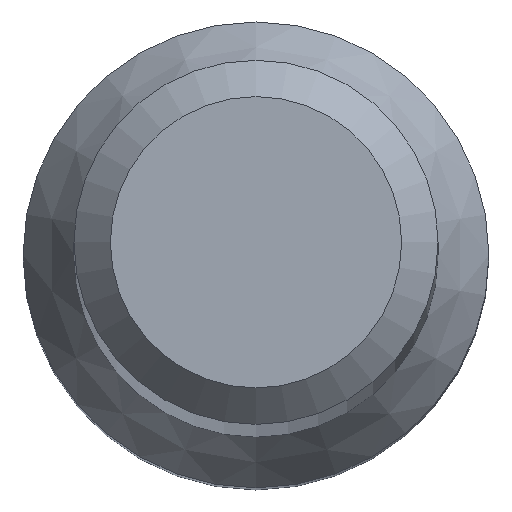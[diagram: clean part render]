
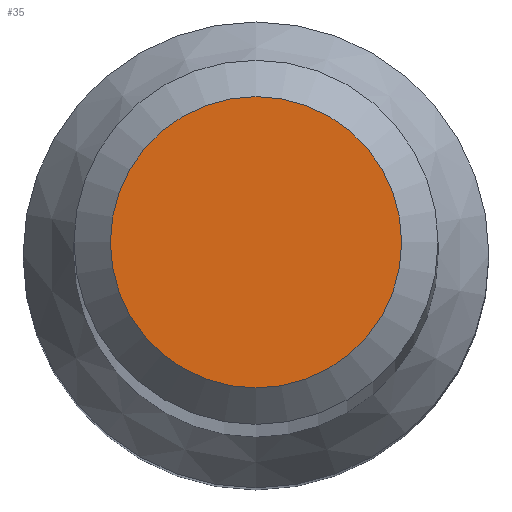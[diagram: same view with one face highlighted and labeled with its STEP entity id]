
A CAD part, top view. The second image highlights one B-rep face of the part: STEP entity #35.
In plain terms, the highlighted planar face has unit normal (0, 0, 1).
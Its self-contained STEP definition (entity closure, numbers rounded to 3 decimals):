
#6 = VERTEX_POINT ( 'NONE', #234 ) ;
#35 = ADVANCED_FACE ( 'NONE', ( #166 ), #93, .T. ) ;
#41 = CARTESIAN_POINT ( 'NONE',  ( 0., 0., 70. ) ) ;
#49 = EDGE_CURVE ( 'NONE', #6, #6, #81, .T. ) ;
#81 = CIRCLE ( 'NONE', #227, 1.2 ) ;
#93 = PLANE ( 'NONE',  #167 ) ;
#95 = CARTESIAN_POINT ( 'NONE',  ( 0., 0., 70. ) ) ;
#113 = DIRECTION ( 'NONE',  ( 0., 0., -1. ) ) ;
#116 = DIRECTION ( 'NONE',  ( 0., -1., 0. ) ) ;
#161 = ORIENTED_EDGE ( 'NONE', *, *, #49, .F. ) ;
#166 = FACE_OUTER_BOUND ( 'NONE', #168, .T. ) ;
#167 = AXIS2_PLACEMENT_3D ( 'NONE', #41, #169, #116 ) ;
#168 = EDGE_LOOP ( 'NONE', ( #161 ) ) ;
#169 = DIRECTION ( 'NONE',  ( 0., 0., 1. ) ) ;
#227 = AXIS2_PLACEMENT_3D ( 'NONE', #95, #113, #229 ) ;
#229 = DIRECTION ( 'NONE',  ( 0., 1., 0. ) ) ;
#234 = CARTESIAN_POINT ( 'NONE',  ( 0., 1.2, 70. ) ) ;
